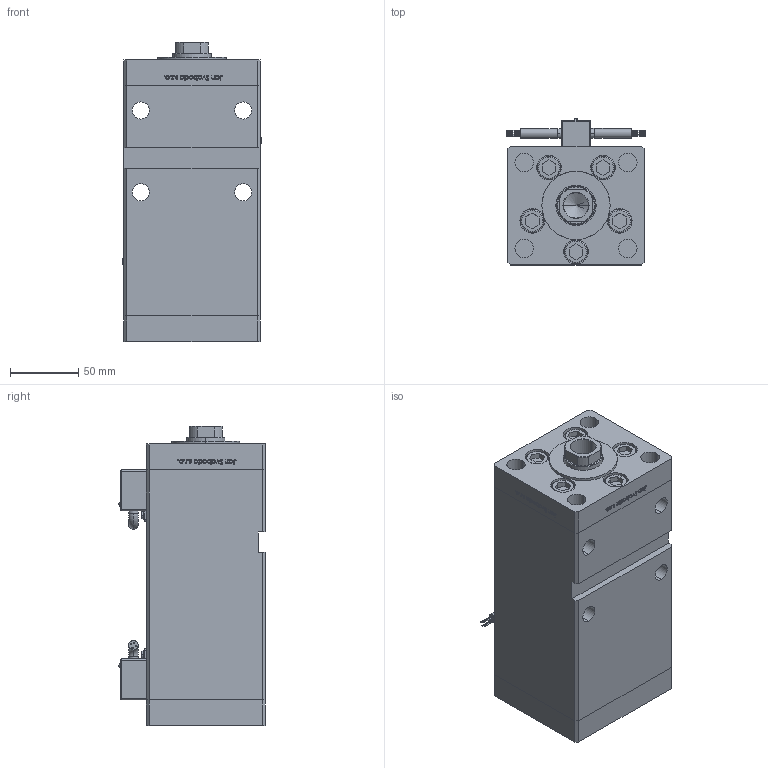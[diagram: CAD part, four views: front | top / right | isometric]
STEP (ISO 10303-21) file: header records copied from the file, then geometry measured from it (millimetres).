
FILE_DESCRIPTION (( 'STEP AP203' ), '1' );
FILE_NAME ('41c8.STEP', '2022-04-15T01:42:56', ( '' ), ( '' ), 'SwSTEP 2.0', 'SolidWorks 2019', '' );
FILE_SCHEMA (( 'CONFIG_CONTROL_DESIGN' ));
Length unit declared in the file: millimetre
Products named in the file (7): V220C_VC_E ae48bbe452822b0bfa4aa730b76019c8; V220C BACK_E ae48bbe452822b0bfa4aa730b76019c8; Magnetic_Switch_MSU4 ae48bbe452822b0bfa4aa730b76019c8; ALLEN BOLT ae48bbe452822b0bfa4aa730b76019c8; V220C_E MIDDLE ae48bbe452822b0bfa4aa730b76019c8; 41c8; V220C_FRONT_E ae48bbe452822b0bfa4aa730b76019c8
Assembly tree (16 placements, depth 2):
  41c8
    V220C BACK_E ae48bbe452822b0bfa4aa730b76019c8
    V220C_E MIDDLE ae48bbe452822b0bfa4aa730b76019c8
    V220C_FRONT_E ae48bbe452822b0bfa4aa730b76019c8
    ALLEN BOLT ae48bbe452822b0bfa4aa730b76019c8  x10
    Magnetic_Switch_MSU4 ae48bbe452822b0bfa4aa730b76019c8  x2
    V220C_VC_E ae48bbe452822b0bfa4aa730b76019c8
Bounding box: 101.6 x 107.1 x 219.5 mm (x, y, z)
Volume: 1545705 mm3; surface area: 244878.7 mm2
Topology: 16 solids, 18 shells, 1418 faces, 3509 edges, 2274 vertices
Faces by surface type: plane 553, bspline 484, cylinder 255, torus 52, cone 50, sphere 24
Entity records: 56287 total; most frequent: CARTESIAN_POINT 31024, ORIENTED_EDGE 5712, DIRECTION 3574, EDGE_CURVE 2856, VERTEX_POINT 1885, VECTOR 1464, LINE 1464, EDGE_LOOP 1305
